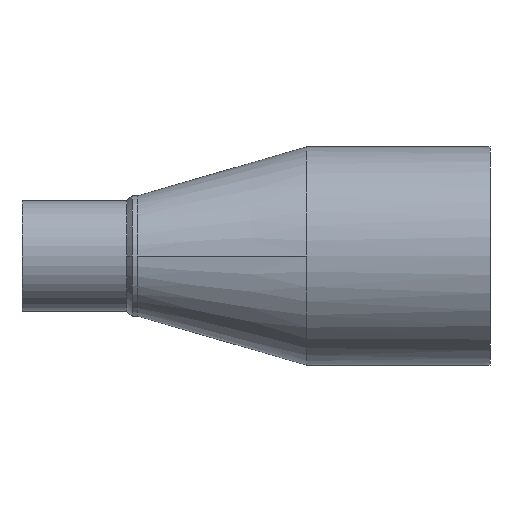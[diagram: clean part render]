
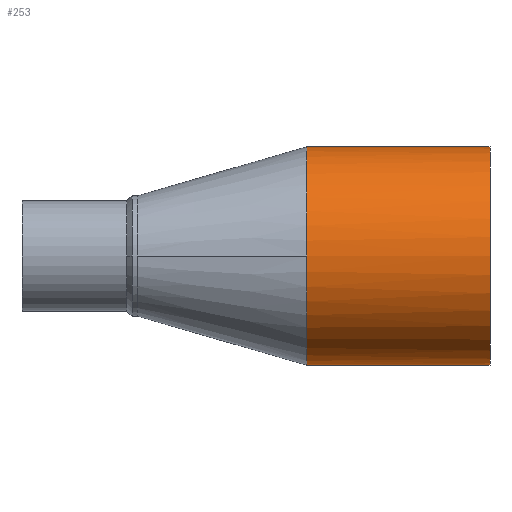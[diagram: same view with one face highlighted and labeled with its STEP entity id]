
A CAD part, front view. The second image highlights one B-rep face of the part: STEP entity #253.
In plain terms, the highlighted cylindrical face has radius 62.5 mm (diameter 125 mm), a partial arc.
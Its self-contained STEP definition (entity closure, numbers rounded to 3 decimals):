
#143 = VERTEX_POINT( '', #375 );
#161 = EDGE_CURVE( '', #331, #283, #395, .T. );
#189 = EDGE_CURVE( '', #143, #211, #425, .T. );
#203 = EDGE_CURVE( '', #211, #331, #442, .T. );
#211 = VERTEX_POINT( '', #451 );
#241 = EDGE_CURVE( '', #249, #143, #484, .T. );
#249 = VERTEX_POINT( '', #492 );
#253 = ADVANCED_FACE( '', ( #496 ), #497, .T. );
#255 = EDGE_CURVE( '', #283, #249, #499, .T. );
#283 = VERTEX_POINT( '', #527 );
#331 = VERTEX_POINT( '', #580 );
#375 = CARTESIAN_POINT( '', ( 163., -62.5, 0. ) );
#395 = CIRCLE( '', #927, 62.5 );
#425 = B_SPLINE_CURVE_WITH_KNOTS( '', 3, ( #990, #991, #992, #993, #994, #995, #996, #997, #998, #999, #1000 ), .UNSPECIFIED., .F., .F., ( 4, 1, 1, 1, 1, 1, 1, 1, 4 ), ( 3.142, 3.338, 3.534, 3.731, 3.927, 4.123, 4.32, 4.516, 4.712 ), .UNSPECIFIED. );
#442 = LINE( '', #1030, #1031 );
#451 = CARTESIAN_POINT( '', ( 163., 0., -62.5 ) );
#484 = B_SPLINE_CURVE_WITH_KNOTS( '', 3, ( #1373, #1374, #1375, #1376, #1377, #1378, #1379, #1380, #1381, #1382, #1383 ), .UNSPECIFIED., .F., .F., ( 4, 1, 1, 1, 1, 1, 1, 1, 4 ), ( 1.571, 1.767, 1.963, 2.16, 2.356, 2.553, 2.749, 2.945, 3.142 ), .UNSPECIFIED. );
#492 = CARTESIAN_POINT( '', ( 163., 0., 62.5 ) );
#496 = FACE_OUTER_BOUND( '', #1417, .T. );
#497 = CYLINDRICAL_SURFACE( '', #1418, 62.5 );
#499 = LINE( '', #1421, #1422 );
#527 = CARTESIAN_POINT( '', ( 268., 0., 62.5 ) );
#580 = CARTESIAN_POINT( '', ( 268., 0., -62.5 ) );
#927 = AXIS2_PLACEMENT_3D( '', #2242, #2243, #2244 );
#990 = CARTESIAN_POINT( '', ( 163., -62.5, 0. ) );
#991 = CARTESIAN_POINT( '', ( 163., -62.5, -4.091 ) );
#992 = CARTESIAN_POINT( '', ( 163., -61.694, -12.272 ) );
#993 = CARTESIAN_POINT( '', ( 163., -58.115, -24.072 ) );
#994 = CARTESIAN_POINT( '', ( 163., -52.302, -34.947 ) );
#995 = CARTESIAN_POINT( '', ( 163., -44.479, -44.479 ) );
#996 = CARTESIAN_POINT( '', ( 163., -34.947, -52.302 ) );
#997 = CARTESIAN_POINT( '', ( 163., -24.072, -58.115 ) );
#998 = CARTESIAN_POINT( '', ( 163., -12.272, -61.694 ) );
#999 = CARTESIAN_POINT( '', ( 163., -4.091, -62.5 ) );
#1000 = CARTESIAN_POINT( '', ( 163., 0., -62.5 ) );
#1030 = CARTESIAN_POINT( '', ( 163., 0., -62.5 ) );
#1031 = VECTOR( '', #2281, 1. );
#1373 = CARTESIAN_POINT( '', ( 163., 0., 62.5 ) );
#1374 = CARTESIAN_POINT( '', ( 163., -4.091, 62.5 ) );
#1375 = CARTESIAN_POINT( '', ( 163., -12.272, 61.694 ) );
#1376 = CARTESIAN_POINT( '', ( 163., -24.072, 58.115 ) );
#1377 = CARTESIAN_POINT( '', ( 163., -34.947, 52.302 ) );
#1378 = CARTESIAN_POINT( '', ( 163., -44.479, 44.479 ) );
#1379 = CARTESIAN_POINT( '', ( 163., -52.302, 34.947 ) );
#1380 = CARTESIAN_POINT( '', ( 163., -58.115, 24.072 ) );
#1381 = CARTESIAN_POINT( '', ( 163., -61.694, 12.272 ) );
#1382 = CARTESIAN_POINT( '', ( 163., -62.5, 4.091 ) );
#1383 = CARTESIAN_POINT( '', ( 163., -62.5, 0. ) );
#1417 = EDGE_LOOP( '', ( #2325, #2326, #2327, #2328, #2329 ) );
#1418 = AXIS2_PLACEMENT_3D( '', #2330, #2331, #2332 );
#1421 = CARTESIAN_POINT( '', ( 163., 0., 62.5 ) );
#1422 = VECTOR( '', #2333, 1. );
#2242 = CARTESIAN_POINT( '', ( 268., 0., 0. ) );
#2243 = DIRECTION( '', ( -1., 0., 0. ) );
#2244 = DIRECTION( '', ( 0., 0., -1. ) );
#2281 = DIRECTION( '', ( 1., 0., 0. ) );
#2325 = ORIENTED_EDGE( '', *, *, #203, .T. );
#2326 = ORIENTED_EDGE( '', *, *, #161, .T. );
#2327 = ORIENTED_EDGE( '', *, *, #255, .T. );
#2328 = ORIENTED_EDGE( '', *, *, #241, .T. );
#2329 = ORIENTED_EDGE( '', *, *, #189, .T. );
#2330 = CARTESIAN_POINT( '', ( 163., 0., 0. ) );
#2331 = DIRECTION( '', ( -1., 0., 0. ) );
#2332 = DIRECTION( '', ( 0., 0., -1. ) );
#2333 = DIRECTION( '', ( -1., 0., 0. ) );
